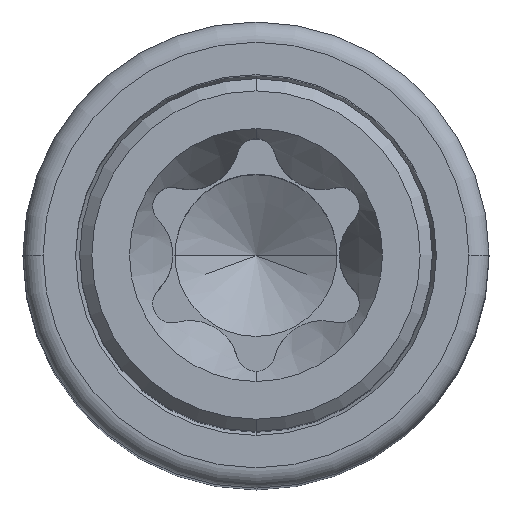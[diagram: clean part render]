
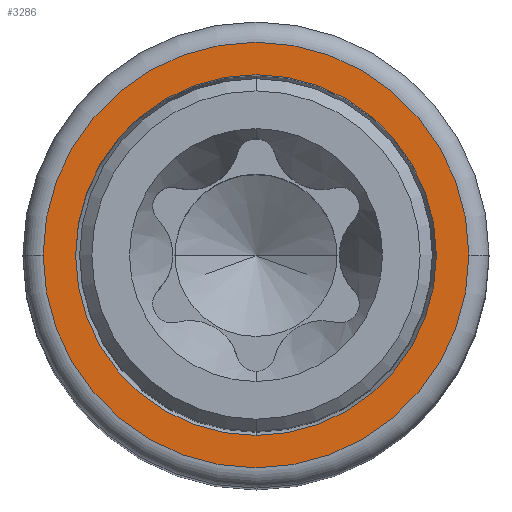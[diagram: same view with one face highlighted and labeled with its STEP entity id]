
A CAD part, top view. The second image highlights one B-rep face of the part: STEP entity #3286.
In plain terms, the highlighted face is planar.
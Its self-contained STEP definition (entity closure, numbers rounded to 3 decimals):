
#2746=CARTESIAN_POINT('',(0.,0.,-0.3));
#2747=DIRECTION('',(0.,0.,1.));
#2748=DIRECTION('',(1.,0.,0.));
#2749=AXIS2_PLACEMENT_3D('',#2746,#2747,#2748);
#2755=CARTESIAN_POINT('',(0.,0.,-0.3));
#2756=DIRECTION('',(0.,0.,1.));
#2757=DIRECTION('',(-1.,0.,0.));
#2758=AXIS2_PLACEMENT_3D('',#2755,#2756,#2757);
#2763=CARTESIAN_POINT('',(0.,0.,-0.3));
#2764=DIRECTION('',(0.,0.,-1.));
#2765=DIRECTION('',(-1.,0.,0.));
#2766=AXIS2_PLACEMENT_3D('',#2763,#2764,#2765);
#2771=CARTESIAN_POINT('',(0.,0.,-0.3));
#2772=DIRECTION('',(0.,0.,-1.));
#2773=DIRECTION('',(1.,0.,0.));
#2774=AXIS2_PLACEMENT_3D('',#2771,#2772,#2773);
#3197=CARTESIAN_POINT('',(4.45,0.,-0.3));
#3198=CARTESIAN_POINT('',(-4.45,0.,-0.3));
#3199=VERTEX_POINT('',#3197);
#3200=VERTEX_POINT('',#3198);
#3201=CARTESIAN_POINT('',(-5.25,0.,-0.3));
#3202=CARTESIAN_POINT('',(5.25,0.,-0.3));
#3203=VERTEX_POINT('',#3201);
#3204=VERTEX_POINT('',#3202);
#3269=CARTESIAN_POINT('',(0.,0.,-0.3));
#3270=DIRECTION('',(0.,0.,1.));
#3271=DIRECTION('',(1.,0.,0.));
#3272=AXIS2_PLACEMENT_3D('',#3269,#3270,#3271);
#3273=PLANE('',#3272);
#3275=ORIENTED_EDGE('',*,*,#3274,.F.);
#3277=ORIENTED_EDGE('',*,*,#3276,.F.);
#3278=EDGE_LOOP('',(#3275,#3277));
#3279=FACE_OUTER_BOUND('',#3278,.F.);
#3281=ORIENTED_EDGE('',*,*,#3280,.F.);
#3283=ORIENTED_EDGE('',*,*,#3282,.F.);
#3284=EDGE_LOOP('',(#3281,#3283));
#3285=FACE_BOUND('',#3284,.F.);
#3286=ADVANCED_FACE('',(#3279,#3285),#3273,.F.);
#2750=CIRCLE('',#2749,4.45);
#2759=CIRCLE('',#2758,4.45);
#2767=CIRCLE('',#2766,5.25);
#2775=CIRCLE('',#2774,5.25);
#3274=EDGE_CURVE('',#3203,#3204,#2767,.T.);
#3276=EDGE_CURVE('',#3204,#3203,#2775,.T.);
#3280=EDGE_CURVE('',#3199,#3200,#2750,.T.);
#3282=EDGE_CURVE('',#3200,#3199,#2759,.T.);
